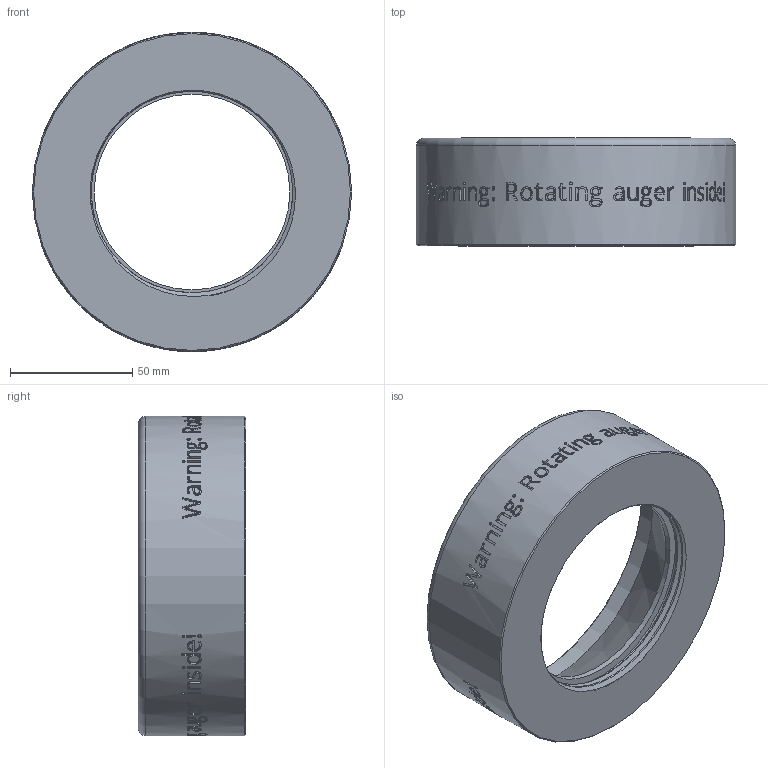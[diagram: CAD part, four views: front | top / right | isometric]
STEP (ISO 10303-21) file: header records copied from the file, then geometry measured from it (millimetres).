
FILE_DESCRIPTION(/* description */ ('STEP AP242','CAx-IF Rec.Pracs.---Representation and Presentation of Product Manufacturing Information (PMI)---4.0---2014-10-13','CAx-IF Rec.Pracs.---3D Tessellated Geometry---0.4---2014-09-14','2;1'),/* implementation_level */ '2;1');
FILE_NAME(/* name */ '67ebaf4699a191420d939d1b',/* time_stamp */ '2025-04-01T09:18:02Z',/* author */ (''),/* organization */ (''),/* preprocessor_version */ 'ST-DEVELOPER v20',/* originating_system */ 'ONSHAPE BY PTC INC, 1.195',/* authorisation */ ' ');
FILE_SCHEMA (('AP242_MANAGED_MODEL_BASED_3D_ENGINEERING_MIM_LF { 1 0 10303 442 1 1 4 }'));
Length unit declared in the file: metre
Products named in the file (2): Hopper ring 3d printing; Curve 1
Bounding box: 130.5 x 44 x 130.5 mm (x, y, z)
Volume: 245224.4 mm3; surface area: 47758.5 mm2
Topology: 1 solids, 1 shells, 1269 faces, 3506 edges, 2337 vertices
Faces by surface type: bspline 648, plane 384, cylinder 231, cone 5, torus 1
Full cylindrical faces by diameter (mm): 80 x1, 86.3 x1, 120.5 x1, 130.5 x1
Entity records: 45001 total; most frequent: CARTESIAN_POINT 17127, ORIENTED_EDGE 6984, DIRECTION 3679, EDGE_CURVE 3492, VERTEX_POINT 2332, B_SPLINE_CURVE_WITH_KNOTS 1560, LINE 1425, VECTOR 1425
